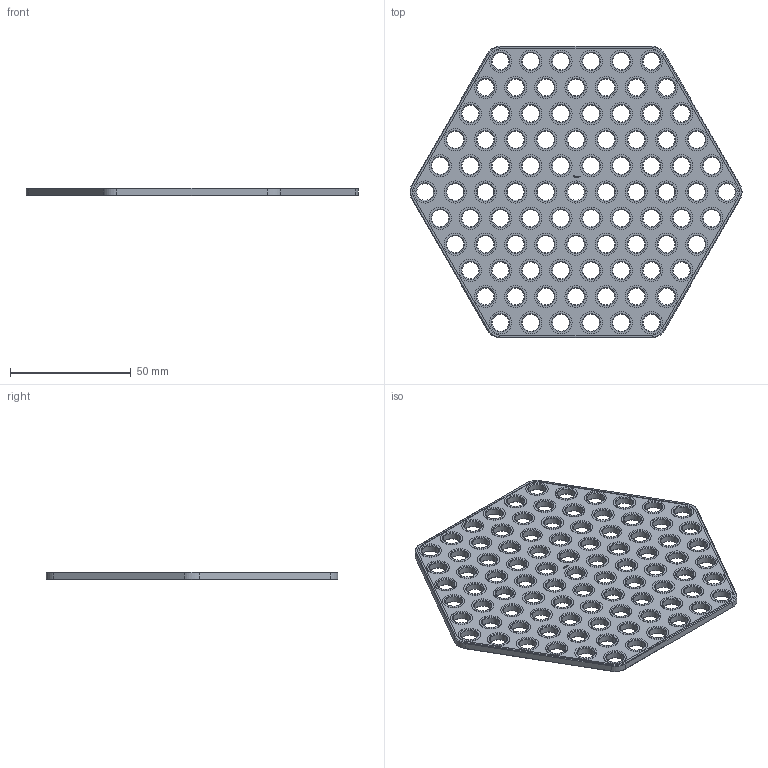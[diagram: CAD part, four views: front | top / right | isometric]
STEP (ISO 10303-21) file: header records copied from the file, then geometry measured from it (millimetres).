
FILE_DESCRIPTION(('FreeCAD Model'),'2;1');
FILE_NAME('Open CASCADE Shape Model','2024-01-31T19:17:52',(''),(''), 'Open CASCADE STEP processor 7.6','FreeCAD','Unknown');
FILE_SCHEMA(('AUTOMOTIVE_DESIGN { 1 0 10303 214 1 1 1 1 }'));
Products named in the file (1): Plate HEX CRNR BU11x00.25 - SPN-PLT-0005 (stemfie.org)
Bounding box: 137.5 x 120.75 x 3.12 mm (x, y, z)
Volume: 27033.2 mm3; surface area: 25555.1 mm2
Topology: 1 solids, 1 shells, 1103 faces, 2867 edges, 1890 vertices
Faces by surface type: plane 415, cone 336, cylinder 194, extrusion 158
Full cylindrical faces by diameter (mm): 7 x91, 9.2 x91
Entity records: 73136 total; most frequent: CARTESIAN_POINT 17581, DIRECTION 9617, ORIENTED_EDGE 5734, PCURVE 5734, DEFINITIONAL_REPRESENTATION 5734, VECTOR 5397, LINE 5239, EDGE_CURVE 2867
